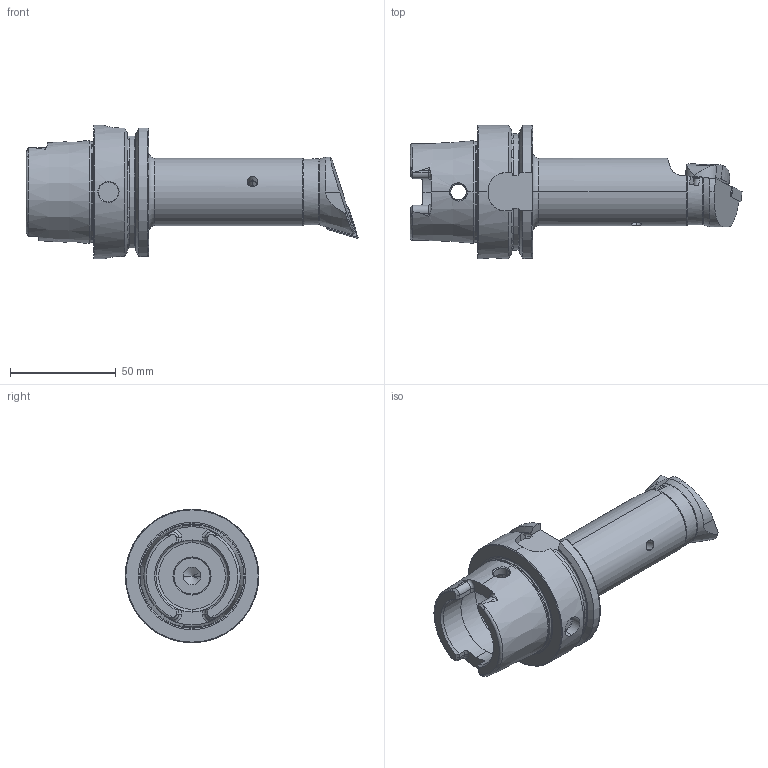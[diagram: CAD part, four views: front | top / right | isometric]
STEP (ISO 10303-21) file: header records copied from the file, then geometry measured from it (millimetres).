
FILE_DESCRIPTION (( 'STEP AP203' ), '1' );
FILE_NAME ('HA6-BDF.RQB.125.STEP', '2014-11-13T12:07:24', ( 'SwiAdmin' ), ( '' ), 'SwSTEP 2.0', 'SolidWorks 2012', '' );
FILE_SCHEMA (( 'CONFIG_CONTROL_DESIGN' ));
Length unit declared in the file: millimetre
Products named in the file (5): HA6-BDF.RQB.125; WCC-ER4.102.020_A; DNMG150404; WCC-ER3.102.024_C; HA6-BDF.RQB.125_A
Assembly tree (4 placements, depth 2):
  HA6-BDF.RQB.125
    HA6-BDF.RQB.125_A
    WCC-ER3.102.024_C
    DNMG150404
    WCC-ER4.102.020_A
Bounding box: 156.69 x 63 x 63 mm (x, y, z)
Volume: 147259.8 mm3; surface area: 36110.7 mm2
Topology: 4 solids, 4 shells, 313 faces, 815 edges, 505 vertices
Faces by surface type: cylinder 97, plane 95, cone 58, torus 46, bspline 17
Entity records: 11991 total; most frequent: CARTESIAN_POINT 4157, ORIENTED_EDGE 1610, DIRECTION 1461, EDGE_CURVE 805, AXIS2_PLACEMENT_3D 582, VERTEX_POINT 505, EDGE_LOOP 332, ADVANCED_FACE 313
